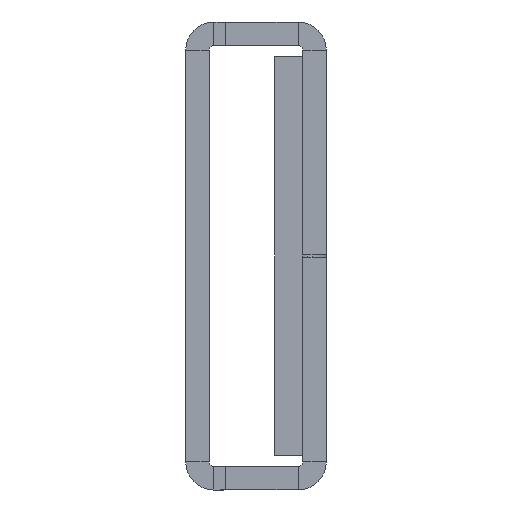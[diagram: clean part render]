
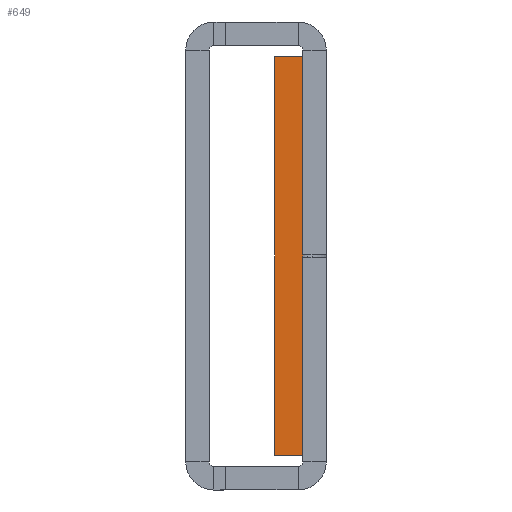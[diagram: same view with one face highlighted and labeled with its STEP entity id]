
A CAD part, left-side view. The second image highlights one B-rep face of the part: STEP entity #649.
In plain terms, the highlighted face is planar.
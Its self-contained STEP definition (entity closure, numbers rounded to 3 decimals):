
#2 = ORIENTED_EDGE ( 'NONE', *, *, #1694, .T. ) ;
#30 = VECTOR ( 'NONE', #991, 1000. ) ;
#145 = FACE_OUTER_BOUND ( 'NONE', #310, .T. ) ;
#172 = VERTEX_POINT ( 'NONE', #1340 ) ;
#225 = VECTOR ( 'NONE', #616, 1000. ) ;
#251 = ORIENTED_EDGE ( 'NONE', *, *, #663, .F. ) ;
#310 = EDGE_LOOP ( 'NONE', ( #251, #859, #2, #1368 ) ) ;
#413 = VECTOR ( 'NONE', #1601, 1000. ) ;
#564 = VERTEX_POINT ( 'NONE', #1253 ) ;
#616 = DIRECTION ( 'NONE',  ( 0., -1., 0. ) ) ;
#649 = ADVANCED_FACE ( 'NONE', ( #145 ), #1708, .T. ) ;
#663 = EDGE_CURVE ( 'NONE', #172, #1099, #1177, .T. ) ;
#824 = DIRECTION ( 'NONE',  ( 0., 0., -1. ) ) ;
#853 = CARTESIAN_POINT ( 'NONE',  ( 650., 2.199, 8.5 ) ) ;
#859 = ORIENTED_EDGE ( 'NONE', *, *, #1142, .F. ) ;
#940 = VECTOR ( 'NONE', #824, 1000. ) ;
#991 = DIRECTION ( 'NONE',  ( 0., 0., -1. ) ) ;
#1019 = LINE ( 'NONE', #1385, #30 ) ;
#1033 = CARTESIAN_POINT ( 'NONE',  ( 650., 2.199, -8.5 ) ) ;
#1062 = LINE ( 'NONE', #1324, #413 ) ;
#1099 = VERTEX_POINT ( 'NONE', #1693 ) ;
#1142 = EDGE_CURVE ( 'NONE', #564, #172, #1499, .T. ) ;
#1177 = LINE ( 'NONE', #1033, #225 ) ;
#1193 = DIRECTION ( 'NONE',  ( 0., 0., -1. ) ) ;
#1234 = CARTESIAN_POINT ( 'NONE',  ( 650., 2.199, 8.5 ) ) ;
#1253 = CARTESIAN_POINT ( 'NONE',  ( 650., 2.199, 8.5 ) ) ;
#1266 = CARTESIAN_POINT ( 'NONE',  ( 650., 0.999, 8.5 ) ) ;
#1271 = VERTEX_POINT ( 'NONE', #1266 ) ;
#1303 = EDGE_CURVE ( 'NONE', #1271, #1099, #1019, .T. ) ;
#1324 = CARTESIAN_POINT ( 'NONE',  ( 650., 2.199, 8.5 ) ) ;
#1340 = CARTESIAN_POINT ( 'NONE',  ( 650., 2.199, -8.5 ) ) ;
#1360 = DIRECTION ( 'NONE',  ( 1., 0., 0. ) ) ;
#1368 = ORIENTED_EDGE ( 'NONE', *, *, #1303, .T. ) ;
#1385 = CARTESIAN_POINT ( 'NONE',  ( 650., 0.999, 8.5 ) ) ;
#1499 = LINE ( 'NONE', #1234, #940 ) ;
#1601 = DIRECTION ( 'NONE',  ( 0., -1., 0. ) ) ;
#1618 = AXIS2_PLACEMENT_3D ( 'NONE', #853, #1360, #1193 ) ;
#1693 = CARTESIAN_POINT ( 'NONE',  ( 650., 0.999, -8.5 ) ) ;
#1694 = EDGE_CURVE ( 'NONE', #564, #1271, #1062, .T. ) ;
#1708 = PLANE ( 'NONE',  #1618 ) ;
